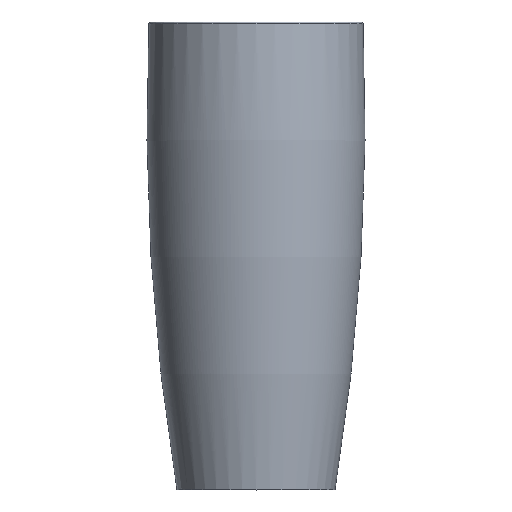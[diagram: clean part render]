
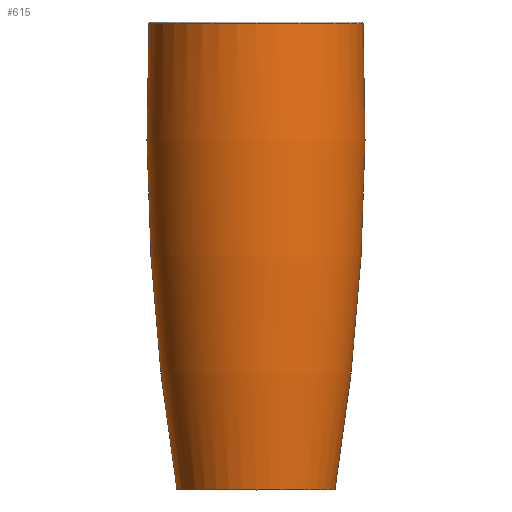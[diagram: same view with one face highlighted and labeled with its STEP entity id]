
A CAD part, top view. The second image highlights one B-rep face of the part: STEP entity #615.
In plain terms, the highlighted toroidal (fillet/blend) face has major radius 4200.2 mm and minor radius 4410.2 mm.
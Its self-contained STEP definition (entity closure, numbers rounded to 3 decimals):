
#42 = TOROIDAL_SURFACE ( 'NONE', #115, -4200.202, 4410.202 ) ;
#60 = AXIS2_PLACEMENT_3D ( 'NONE', #577, #312, #309 ) ;
#69 = DIRECTION ( 'NONE',  ( 1., 0., 0. ) ) ;
#76 = DIRECTION ( 'NONE',  ( -1., 0., 0. ) ) ;
#115 = AXIS2_PLACEMENT_3D ( 'NONE', #592, #401, #337 ) ;
#187 = EDGE_CURVE ( 'NONE', #351, #551, #336, .T. ) ;
#189 = CARTESIAN_POINT ( 'NONE',  ( 206.122, 847.126, 0. ) ) ;
#197 = VERTEX_POINT ( 'NONE', #232 ) ;
#209 = ORIENTED_EDGE ( 'NONE', *, *, #187, .F. ) ;
#210 = AXIS2_PLACEMENT_3D ( 'NONE', #266, #523, #76 ) ;
#216 = EDGE_CURVE ( 'NONE', #197, #586, #283, .T. ) ;
#232 = CARTESIAN_POINT ( 'NONE',  ( 152.112, -50., 0. ) ) ;
#266 = CARTESIAN_POINT ( 'NONE',  ( 4200.202, 662.209, 0. ) ) ;
#283 = CIRCLE ( 'NONE', #60, 4410.202 ) ;
#309 = DIRECTION ( 'NONE',  ( 1., 0., 0. ) ) ;
#312 = DIRECTION ( 'NONE',  ( 0., 0., 1. ) ) ;
#336 = CIRCLE ( 'NONE', #210, 4410.202 ) ;
#337 = DIRECTION ( 'NONE',  ( -1., 0., 0. ) ) ;
#351 = VERTEX_POINT ( 'NONE', #477 ) ;
#365 = DIRECTION ( 'NONE',  ( 0., 1., 0. ) ) ;
#372 = CIRCLE ( 'NONE', #536, 152.112 ) ;
#382 = CIRCLE ( 'NONE', #584, 206.122 ) ;
#391 = EDGE_CURVE ( 'NONE', #551, #586, #382, .T. ) ;
#396 = DIRECTION ( 'NONE',  ( 0., 1., 0. ) ) ;
#401 = DIRECTION ( 'NONE',  ( 0., 1., 0. ) ) ;
#421 = CARTESIAN_POINT ( 'NONE',  ( -206.122, 847.126, 0. ) ) ;
#438 = ORIENTED_EDGE ( 'NONE', *, *, #391, .F. ) ;
#440 = CARTESIAN_POINT ( 'NONE',  ( 0., -50., 0. ) ) ;
#442 = EDGE_CURVE ( 'NONE', #351, #197, #372, .T. ) ;
#446 = DIRECTION ( 'NONE',  ( -1., 0., 0. ) ) ;
#454 = CARTESIAN_POINT ( 'NONE',  ( 0., 847.126, 0. ) ) ;
#477 = CARTESIAN_POINT ( 'NONE',  ( -152.112, -50., 0. ) ) ;
#487 = ORIENTED_EDGE ( 'NONE', *, *, #442, .T. ) ;
#523 = DIRECTION ( 'NONE',  ( 0., 0., -1. ) ) ;
#536 = AXIS2_PLACEMENT_3D ( 'NONE', #440, #365, #69 ) ;
#544 = EDGE_LOOP ( 'NONE', ( #487, #600, #438, #209 ) ) ;
#551 = VERTEX_POINT ( 'NONE', #421 ) ;
#577 = CARTESIAN_POINT ( 'NONE',  ( -4200.202, 662.209, 0. ) ) ;
#584 = AXIS2_PLACEMENT_3D ( 'NONE', #454, #396, #446 ) ;
#586 = VERTEX_POINT ( 'NONE', #189 ) ;
#592 = CARTESIAN_POINT ( 'NONE',  ( 0., 662.209, 0. ) ) ;
#600 = ORIENTED_EDGE ( 'NONE', *, *, #216, .T. ) ;
#615 = ADVANCED_FACE ( 'NONE', ( #627 ), #42, .T. ) ;
#627 = FACE_OUTER_BOUND ( 'NONE', #544, .T. ) ;
